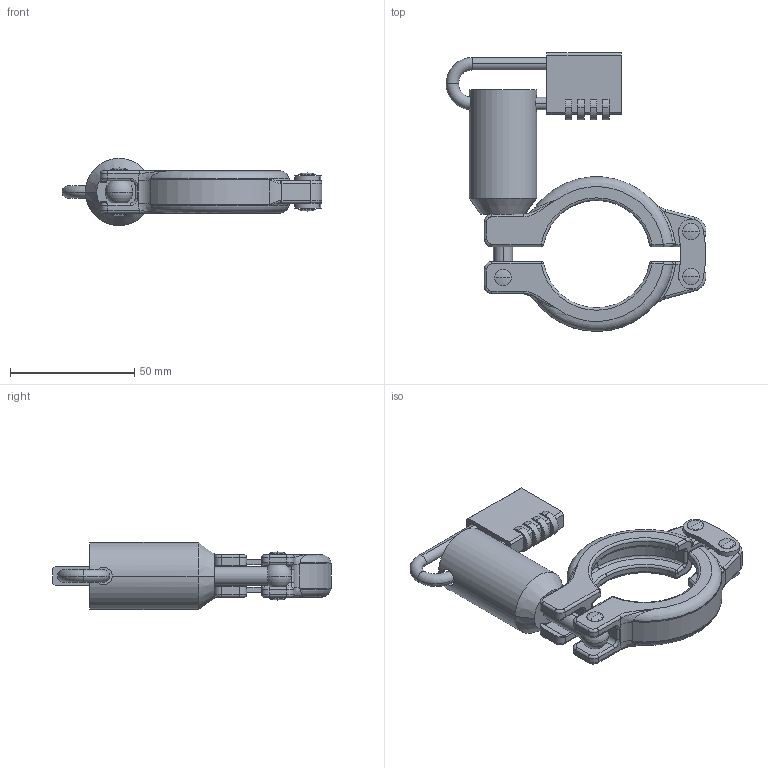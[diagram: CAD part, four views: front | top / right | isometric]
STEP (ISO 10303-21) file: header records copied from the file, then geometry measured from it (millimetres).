
FILE_DESCRIPTION (( 'STEP AP214' ), '1' );
FILE_NAME ('CL.SAFL.0100 BLOCK.STEP', '2019-04-16T14:34:31', ( '' ), ( '' ), 'SwSTEP 2.0', 'SolidWorks 2019', '' );
FILE_SCHEMA (( 'AUTOMOTIVE_DESIGN' ));
Length unit declared in the file: millimetre
Products named in the file (1): CL.SAFL.0100 BLOCK
Bounding box: 104.45 x 112.09 x 27 mm (x, y, z)
Volume: 45979.4 mm3; surface area: 27802.9 mm2
Topology: 4 solids, 4 shells, 433 faces, 1044 edges, 607 vertices
Faces by surface type: cylinder 171, plane 86, torus 78, bspline 46, sphere 36, cone 16
Entity records: 15131 total; most frequent: CARTESIAN_POINT 4894, DIRECTION 2208, ORIENTED_EDGE 2038, EDGE_CURVE 1019, AXIS2_PLACEMENT_3D 922, VERTEX_POINT 606, CIRCLE 534, EDGE_LOOP 461
